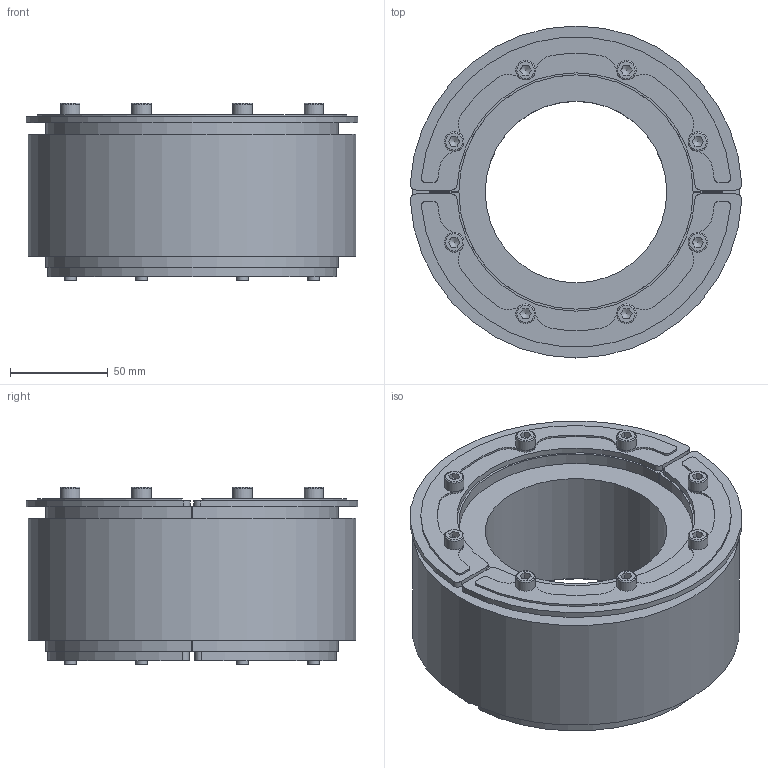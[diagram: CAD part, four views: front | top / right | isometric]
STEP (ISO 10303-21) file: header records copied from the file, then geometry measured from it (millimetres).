
FILE_DESCRIPTION((''),'2;1');
FILE_NAME('RS150 OMD WOC.stp','2014-11-10T08:08:15',('se-emikul'),(''),'Autodesk Inventor 2013','Autodesk Inventor 2013','');
FILE_SCHEMA(('AUTOMOTIVE_DESIGN { 1 0 10303 214 1 1 1 1 }'));
Length unit declared in the file: millimetre
Products named in the file (1): RS150 OMD WOC
Bounding box: 169.8 x 170 x 91 mm (x, y, z)
Volume: 1095487.6 mm3; surface area: 270195.6 mm2
Topology: 16 solids, 16 shells, 328 faces, 828 edges, 544 vertices
Faces by surface type: cylinder 184, plane 112, cone 24, torus 8
Full cylindrical faces by diameter (mm): 4 x8, 5.153 x8, 5.8 x16, 6 x8, 6.2 x8, 10 x8, 93 x1, 120 x1, 149.8 x1, 167.6 x1
Entity records: 9392 total; most frequent: DIRECTION 1690, CARTESIAN_POINT 1641, ORIENTED_EDGE 1408, AXIS2_PLACEMENT_3D 705, EDGE_CURVE 704, VERTEX_POINT 512, EDGE_LOOP 484, CIRCLE 376
